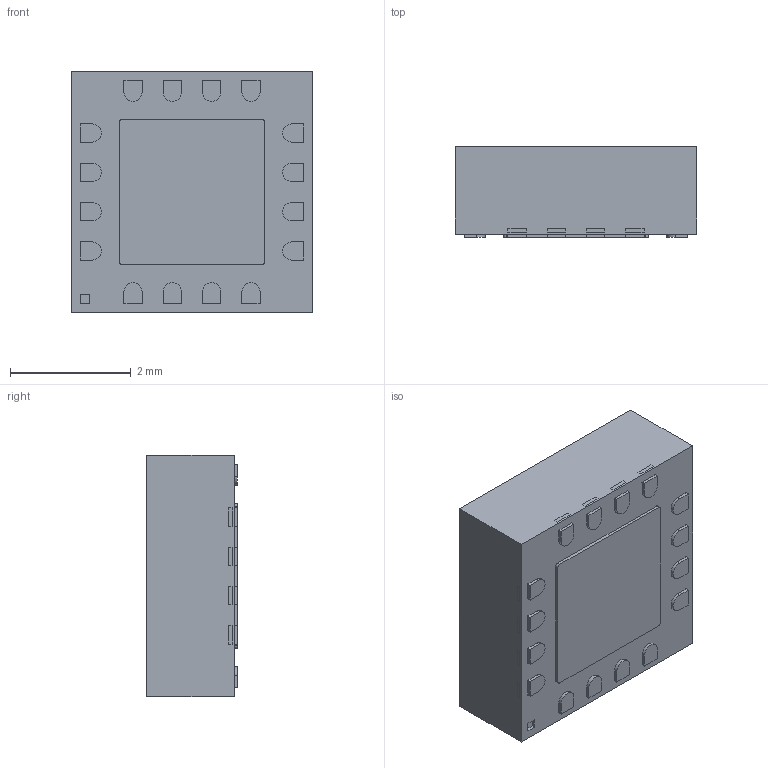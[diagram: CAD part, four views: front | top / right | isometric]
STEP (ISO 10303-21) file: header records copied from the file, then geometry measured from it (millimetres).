
FILE_DESCRIPTION (( 'STEP AP214' ), '1' );
FILE_NAME ('16-Lead LFCSP_CP-16-14.STEP', '2023-12-07T04:28:21', ( '' ), ( '' ), 'SwSTEP 2.0', 'SolidWorks 2021', '' );
FILE_SCHEMA (( 'AUTOMOTIVE_DESIGN' ));
Length unit declared in the file: millimetre
Products named in the file (1): 16-Lead LFCSP_CP-16-14
Bounding box: 4 x 1.5 x 4 mm (x, y, z)
Volume: 23.6 mm3; surface area: 80.1 mm2
Topology: 19 solids, 19 shells, 269 faces, 684 edges, 456 vertices
Faces by surface type: plane 217, cylinder 52
Entity records: 8302 total; most frequent: CARTESIAN_POINT 1410, ORIENTED_EDGE 1368, DIRECTION 1328, EDGE_CURVE 684, LINE 580, VECTOR 580, VERTEX_POINT 456, AXIS2_PLACEMENT_3D 374
